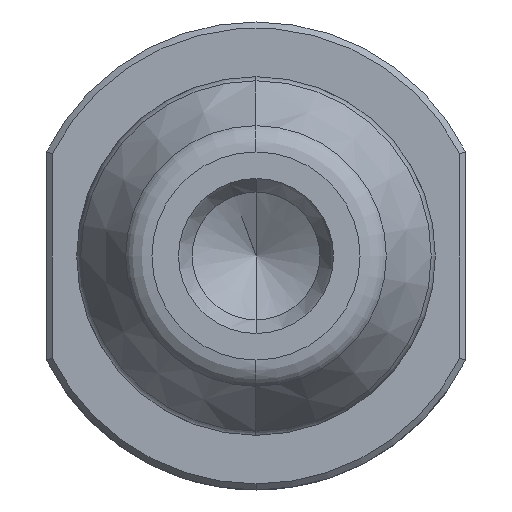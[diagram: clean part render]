
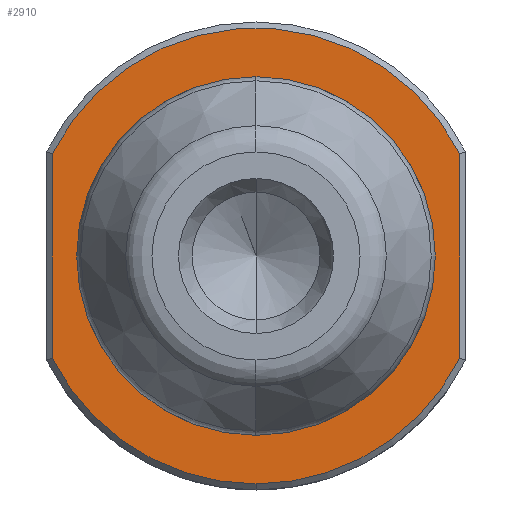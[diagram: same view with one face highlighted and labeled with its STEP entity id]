
A CAD part, left-side view. The second image highlights one B-rep face of the part: STEP entity #2910.
In plain terms, the highlighted planar face has unit normal (-1, 0, 0).
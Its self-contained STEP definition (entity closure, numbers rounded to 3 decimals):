
#57 = CARTESIAN_POINT ( 'NONE',  ( 11., 0., 0. ) ) ;
#77 = CARTESIAN_POINT ( 'NONE',  ( 11., -6.7, -3.37 ) ) ;
#209 = AXIS2_PLACEMENT_3D ( 'NONE', #4121, #3377, #3146 ) ;
#276 = EDGE_LOOP ( 'NONE', ( #2201, #1413 ) ) ;
#297 = DIRECTION ( 'NONE',  ( -1., 0., 0. ) ) ;
#308 = CARTESIAN_POINT ( 'NONE',  ( 11., 4.6, 0. ) ) ;
#369 = DIRECTION ( 'NONE',  ( -1., 0., 0. ) ) ;
#380 = EDGE_CURVE ( 'NONE', #2726, #4130, #1623, .T. ) ;
#396 = DIRECTION ( 'NONE',  ( 0., 0., 1. ) ) ;
#430 = EDGE_LOOP ( 'NONE', ( #644, #3566, #2807, #4082, #2413 ) ) ;
#439 = CARTESIAN_POINT ( 'NONE',  ( 11., 0., 4.6 ) ) ;
#526 = CARTESIAN_POINT ( 'NONE',  ( 11., 0., 0. ) ) ;
#607 = EDGE_CURVE ( 'NONE', #1145, #2225, #2070, .T. ) ;
#626 = FACE_BOUND ( 'NONE', #276, .T. ) ;
#644 = ORIENTED_EDGE ( 'NONE', *, *, #607, .T. ) ;
#666 = DIRECTION ( 'NONE',  ( 0., 0., -1. ) ) ;
#870 = AXIS2_PLACEMENT_3D ( 'NONE', #3308, #369, #2267 ) ;
#942 = FACE_OUTER_BOUND ( 'NONE', #430, .T. ) ;
#1145 = VERTEX_POINT ( 'NONE', #1643 ) ;
#1152 = EDGE_CURVE ( 'NONE', #3294, #1704, #2539, .T. ) ;
#1168 = DIRECTION ( 'NONE',  ( 0., 0., -1. ) ) ;
#1280 = LINE ( 'NONE', #2256, #1619 ) ;
#1325 = EDGE_CURVE ( 'NONE', #1704, #3585, #2767, .T. ) ;
#1333 = AXIS2_PLACEMENT_3D ( 'NONE', #526, #3160, #1168 ) ;
#1413 = ORIENTED_EDGE ( 'NONE', *, *, #380, .F. ) ;
#1581 = DIRECTION ( 'NONE',  ( 0., 0., -1. ) ) ;
#1619 = VECTOR ( 'NONE', #3935, 1000. ) ;
#1623 = CIRCLE ( 'NONE', #209, 4.6 ) ;
#1643 = CARTESIAN_POINT ( 'NONE',  ( 11., 6.7, -3.37 ) ) ;
#1704 = VERTEX_POINT ( 'NONE', #2756 ) ;
#1708 = AXIS2_PLACEMENT_3D ( 'NONE', #57, #3914, #396 ) ;
#1889 = CARTESIAN_POINT ( 'NONE',  ( 11., 0., -4.6 ) ) ;
#1929 = EDGE_CURVE ( 'NONE', #2225, #3294, #2717, .T. ) ;
#1983 = DIRECTION ( 'NONE',  ( 0., 0., 1. ) ) ;
#2037 = AXIS2_PLACEMENT_3D ( 'NONE', #308, #4187, #666 ) ;
#2070 = CIRCLE ( 'NONE', #1333, 7.5 ) ;
#2197 = CARTESIAN_POINT ( 'NONE',  ( 11., 0., 0. ) ) ;
#2201 = ORIENTED_EDGE ( 'NONE', *, *, #4134, .F. ) ;
#2225 = VERTEX_POINT ( 'NONE', #2536 ) ;
#2256 = CARTESIAN_POINT ( 'NONE',  ( 11., 6.7, -2.939 ) ) ;
#2267 = DIRECTION ( 'NONE',  ( 0., 0., -1. ) ) ;
#2360 = EDGE_CURVE ( 'NONE', #3585, #1145, #1280, .T. ) ;
#2413 = ORIENTED_EDGE ( 'NONE', *, *, #2360, .T. ) ;
#2536 = CARTESIAN_POINT ( 'NONE',  ( 11., 0., -7.5 ) ) ;
#2539 = LINE ( 'NONE', #3558, #3779 ) ;
#2717 = CIRCLE ( 'NONE', #4139, 7.5 ) ;
#2726 = VERTEX_POINT ( 'NONE', #1889 ) ;
#2756 = CARTESIAN_POINT ( 'NONE',  ( 11., -6.7, 3.37 ) ) ;
#2767 = CIRCLE ( 'NONE', #870, 7.5 ) ;
#2807 = ORIENTED_EDGE ( 'NONE', *, *, #1152, .T. ) ;
#2910 = ADVANCED_FACE ( 'NONE', ( #942, #626 ), #3215, .F. ) ;
#3146 = DIRECTION ( 'NONE',  ( 0., 0., 1. ) ) ;
#3160 = DIRECTION ( 'NONE',  ( -1., 0., 0. ) ) ;
#3215 = PLANE ( 'NONE',  #2037 ) ;
#3294 = VERTEX_POINT ( 'NONE', #77 ) ;
#3308 = CARTESIAN_POINT ( 'NONE',  ( 11., 0., 0. ) ) ;
#3377 = DIRECTION ( 'NONE',  ( -1., 0., 0. ) ) ;
#3540 = CIRCLE ( 'NONE', #1708, 4.6 ) ;
#3558 = CARTESIAN_POINT ( 'NONE',  ( 11., -6.7, 2.939 ) ) ;
#3566 = ORIENTED_EDGE ( 'NONE', *, *, #1929, .T. ) ;
#3585 = VERTEX_POINT ( 'NONE', #3881 ) ;
#3779 = VECTOR ( 'NONE', #1983, 1000. ) ;
#3881 = CARTESIAN_POINT ( 'NONE',  ( 11., 6.7, 3.37 ) ) ;
#3914 = DIRECTION ( 'NONE',  ( -1., 0., 0. ) ) ;
#3935 = DIRECTION ( 'NONE',  ( 0., 0., -1. ) ) ;
#4082 = ORIENTED_EDGE ( 'NONE', *, *, #1325, .T. ) ;
#4121 = CARTESIAN_POINT ( 'NONE',  ( 11., 0., 0. ) ) ;
#4130 = VERTEX_POINT ( 'NONE', #439 ) ;
#4134 = EDGE_CURVE ( 'NONE', #4130, #2726, #3540, .T. ) ;
#4139 = AXIS2_PLACEMENT_3D ( 'NONE', #2197, #297, #1581 ) ;
#4187 = DIRECTION ( 'NONE',  ( 1., 0., 0. ) ) ;
